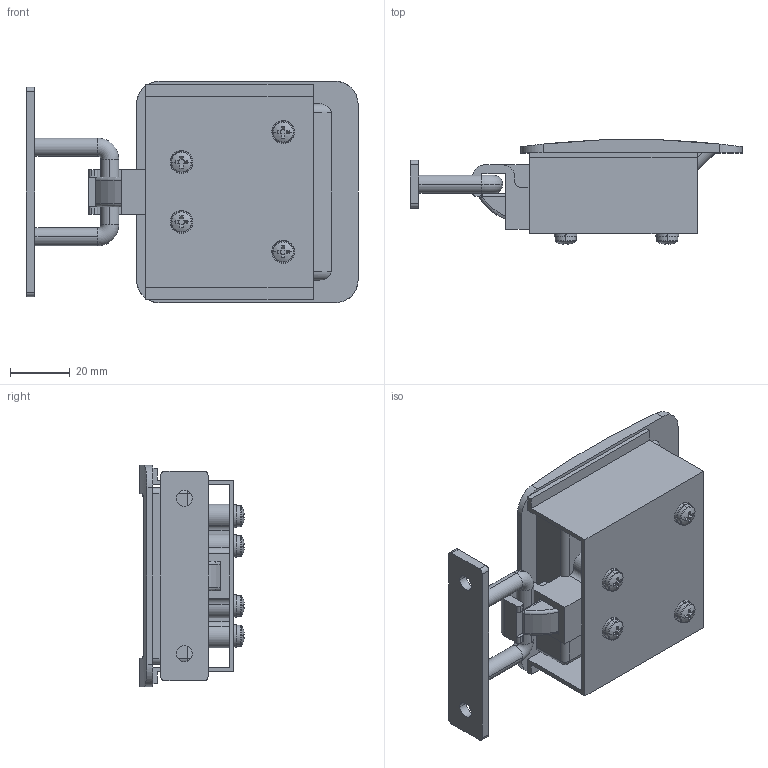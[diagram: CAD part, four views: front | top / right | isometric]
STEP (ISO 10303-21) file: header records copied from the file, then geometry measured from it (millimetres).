
FILE_DESCRIPTION (( 'STEP AP203' ), '1' );
FILE_NAME ('A-1252-2.STEP', '2012-01-23T05:24:35', ( '11sw' ), ( 'タキゲン製造株式会社' ), 'SwSTEP 2.0', 'SolidWorks 2011', '' );
FILE_SCHEMA (( 'CONFIG_CONTROL_DESIGN' ));
Length unit declared in the file: millimetre
Products named in the file (9): A-1252-2; A-1252-2十字穴付なべねじ(SW付)M4_M4×8; A-1252-2シャフト_; A-1252-2押え蓋; A-1252-2取付け板_; A-1252-2僗僩儔僀僇_; A-1252-2ラッチ_; A-1252-2ハンドル; A-1252-2本体
Assembly tree (11 placements, depth 2):
  A-1252-2
    A-1252-2十字穴付なべねじ(SW付)M4_M4×8  x4
    A-1252-2シャフト_
    A-1252-2押え蓋
    A-1252-2取付け板_
    A-1252-2僗僩儔僀僇_
    A-1252-2ラッチ_
    A-1252-2ハンドル
    A-1252-2本体
Bounding box: 111 x 34.99 x 74 mm (x, y, z)
Volume: 56025.1 mm3; surface area: 51620.1 mm2
Topology: 11 solids, 11 shells, 469 faces, 1215 edges, 770 vertices
Faces by surface type: plane 206, cylinder 203, torus 38, sphere 16, bspline 6
Entity records: 12276 total; most frequent: CARTESIAN_POINT 2321, DIRECTION 1989, ORIENTED_EDGE 1822, EDGE_CURVE 911, AXIS2_PLACEMENT_3D 754, VERTEX_POINT 576, VECTOR 481, LINE 481
